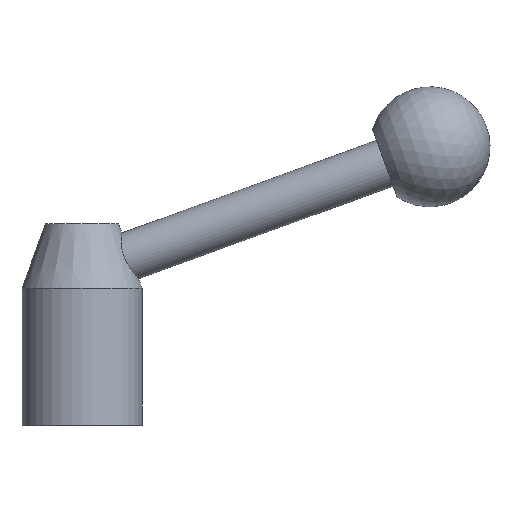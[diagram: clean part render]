
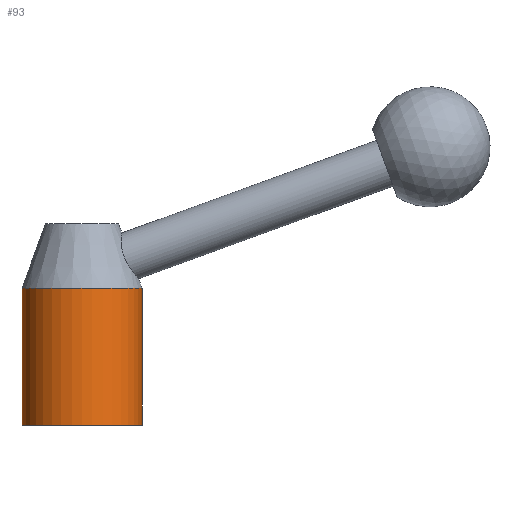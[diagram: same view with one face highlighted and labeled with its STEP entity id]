
A CAD part, front view. The second image highlights one B-rep face of the part: STEP entity #93.
In plain terms, the highlighted cylindrical face has radius 12.5 mm (diameter 25 mm), a partial arc.
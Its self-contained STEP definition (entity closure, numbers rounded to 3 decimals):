
#93=ADVANCED_FACE('',(#239),#240,.T.);
#95=EDGE_CURVE('',#109,#141,#242,.T.);
#109=VERTEX_POINT('',#258);
#117=EDGE_CURVE('',#211,#169,#267,.T.);
#123=EDGE_CURVE('',#141,#169,#273,.T.);
#141=VERTEX_POINT('',#295);
#169=VERTEX_POINT('',#326);
#193=EDGE_CURVE('',#211,#109,#353,.T.);
#211=VERTEX_POINT('',#374);
#239=FACE_OUTER_BOUND('',#393,.T.);
#240=CYLINDRICAL_SURFACE('',#394,12.5);
#242=CIRCLE('',#397,12.5);
#258=CARTESIAN_POINT('',(12.5,0.,28.5));
#267=CIRCLE('',#428,12.5);
#273=LINE('',#438,#439);
#295=CARTESIAN_POINT('',(-12.5,0.,28.5));
#326=CARTESIAN_POINT('',(-12.5,0.,0.));
#353=LINE('',#604,#605);
#374=CARTESIAN_POINT('',(12.5,0.,0.));
#393=EDGE_LOOP('',(#646,#647,#648,#649));
#394=AXIS2_PLACEMENT_3D('',#650,#651,#652);
#397=AXIS2_PLACEMENT_3D('',#653,#654,#655);
#428=AXIS2_PLACEMENT_3D('',#685,#686,#687);
#438=CARTESIAN_POINT('',(-12.5,0.,14.25));
#439=VECTOR('',#692,1.0);
#604=CARTESIAN_POINT('',(12.5,0.,14.25));
#605=VECTOR('',#790,1.0);
#646=ORIENTED_EDGE('',*,*,#123,.T.);
#647=ORIENTED_EDGE('',*,*,#117,.F.);
#648=ORIENTED_EDGE('',*,*,#193,.T.);
#649=ORIENTED_EDGE('',*,*,#95,.T.);
#650=CARTESIAN_POINT('',(0.0,0.,14.25));
#651=DIRECTION('',(0.0,-0.0,1.0));
#652=DIRECTION('',(-1.0,0.,0.0));
#653=CARTESIAN_POINT('',(0.0,0.,28.5));
#654=DIRECTION('',(-0.0,0.0,-1.0));
#655=DIRECTION('',(-1.0,0.,0.0));
#685=CARTESIAN_POINT('',(0.0,0.,0.));
#686=DIRECTION('',(-0.0,0.0,-1.0));
#687=DIRECTION('',(-1.0,0.,0.0));
#692=DIRECTION('',(0.0,0.0,-1.0));
#790=DIRECTION('',(-0.0,-0.0,1.0));
